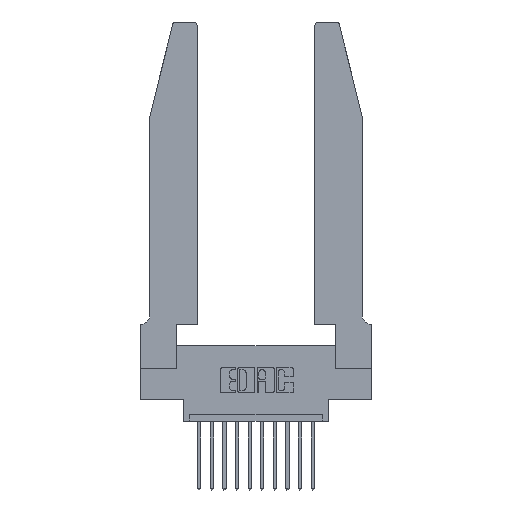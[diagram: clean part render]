
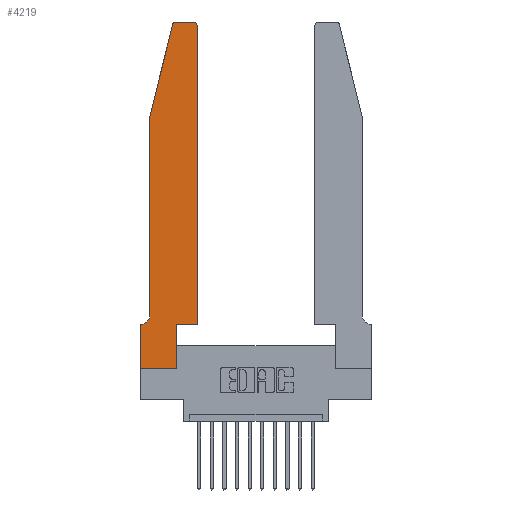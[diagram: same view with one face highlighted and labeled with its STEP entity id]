
A CAD part, top view. The second image highlights one B-rep face of the part: STEP entity #4219.
In plain terms, the highlighted planar face has unit normal (0, 0, 1).
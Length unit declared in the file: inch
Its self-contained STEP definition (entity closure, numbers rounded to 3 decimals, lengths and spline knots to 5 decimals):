
#99 = LINE ( 'NONE', #13443, #8589 ) ;
#117 = EDGE_CURVE ( 'NONE', #8141, #7906, #10299, .T. ) ;
#149 = VERTEX_POINT ( 'NONE', #1829 ) ;
#256 = CARTESIAN_POINT ( 'NONE',  ( 0.0755, 2., 0.37 ) ) ;
#587 = CARTESIAN_POINT ( 'NONE',  ( 0.4505, 2.72, 0.37 ) ) ;
#693 = AXIS2_PLACEMENT_3D ( 'NONE', #15156, #12667, #13979 ) ;
#958 = CIRCLE ( 'NONE', #693, 0.07 ) ;
#1008 = VECTOR ( 'NONE', #6944, 39.37008 ) ;
#1095 = ORIENTED_EDGE ( 'NONE', *, *, #13898, .T. ) ;
#1101 = EDGE_CURVE ( 'NONE', #14939, #9623, #4417, .T. ) ;
#1129 = EDGE_CURVE ( 'NONE', #8367, #14939, #9036, .T. ) ;
#1445 = DIRECTION ( 'NONE',  ( 0., -1., 0. ) ) ;
#1626 = EDGE_LOOP ( 'NONE', ( #14820, #15100, #14044, #5673, #1095, #4541, #14429, #8663, #5771, #8133, #14025, #10314 ) ) ;
#1788 = EDGE_CURVE ( 'NONE', #15220, #12846, #15919, .T. ) ;
#1829 = CARTESIAN_POINT ( 'NONE',  ( 0.0055, 0.35, 0.37 ) ) ;
#2056 = DIRECTION ( 'NONE',  ( 1., 0., 0. ) ) ;
#2265 = CARTESIAN_POINT ( 'NONE',  ( 0.284, 2.72, 0.37 ) ) ;
#2357 = VECTOR ( 'NONE', #15632, 39.37008 ) ;
#2536 = AXIS2_PLACEMENT_3D ( 'NONE', #12510, #4772, #10008 ) ;
#3457 = PLANE ( 'NONE',  #2536 ) ;
#3772 = LINE ( 'NONE', #9747, #13710 ) ;
#3851 = CARTESIAN_POINT ( 'NONE',  ( 0.4205, 2.75, 0.37 ) ) ;
#4169 = VECTOR ( 'NONE', #10129, 39.37008 ) ;
#4219 = ADVANCED_FACE ( 'NONE', ( #7728 ), #3457, .T. ) ;
#4417 = LINE ( 'NONE', #15048, #6207 ) ;
#4541 = ORIENTED_EDGE ( 'NONE', *, *, #6926, .T. ) ;
#4772 = DIRECTION ( 'NONE',  ( 0., 0., 1. ) ) ;
#5460 = DIRECTION ( 'NONE',  ( 1., 0., 0. ) ) ;
#5536 = CARTESIAN_POINT ( 'NONE',  ( 0., 0.35, 0.37 ) ) ;
#5673 = ORIENTED_EDGE ( 'NONE', *, *, #12956, .T. ) ;
#5771 = ORIENTED_EDGE ( 'NONE', *, *, #14206, .T. ) ;
#5791 = LINE ( 'NONE', #6572, #2357 ) ;
#5996 = CARTESIAN_POINT ( 'NONE',  ( 0.25487, 2.72718, 0.37 ) ) ;
#6207 = VECTOR ( 'NONE', #8575, 39.37008 ) ;
#6450 = CARTESIAN_POINT ( 'NONE',  ( 0.284, 2.75, 0.37 ) ) ;
#6572 = CARTESIAN_POINT ( 'NONE',  ( 0.0755, 2., 0.37 ) ) ;
#6926 = EDGE_CURVE ( 'NONE', #149, #10726, #7187, .T. ) ;
#6944 = DIRECTION ( 'NONE',  ( 1., 0., 0. ) ) ;
#7069 = CARTESIAN_POINT ( 'NONE',  ( 0.0755, 0.42, 0.37 ) ) ;
#7187 = LINE ( 'NONE', #15116, #4169 ) ;
#7382 = VECTOR ( 'NONE', #10685, 39.37008 ) ;
#7728 = FACE_OUTER_BOUND ( 'NONE', #1626, .T. ) ;
#7734 = LINE ( 'NONE', #15315, #15644 ) ;
#7906 = VERTEX_POINT ( 'NONE', #11868 ) ;
#8133 = ORIENTED_EDGE ( 'NONE', *, *, #1788, .T. ) ;
#8141 = VERTEX_POINT ( 'NONE', #10078 ) ;
#8212 = DIRECTION ( 'NONE',  ( 0., 1., 0. ) ) ;
#8367 = VERTEX_POINT ( 'NONE', #587 ) ;
#8389 = VERTEX_POINT ( 'NONE', #14001 ) ;
#8575 = DIRECTION ( 'NONE',  ( -1., 0., 0. ) ) ;
#8589 = VECTOR ( 'NONE', #8212, 39.37008 ) ;
#8663 = ORIENTED_EDGE ( 'NONE', *, *, #117, .T. ) ;
#8920 = EDGE_CURVE ( 'NONE', #12846, #8367, #7734, .T. ) ;
#9036 = CIRCLE ( 'NONE', #14523, 0.03 ) ;
#9536 = CIRCLE ( 'NONE', #10429, 0.03 ) ;
#9623 = VERTEX_POINT ( 'NONE', #6450 ) ;
#9747 = CARTESIAN_POINT ( 'NONE',  ( 0., 0., 0.37 ) ) ;
#9772 = DIRECTION ( 'NONE',  ( 0., 0., 1. ) ) ;
#10008 = DIRECTION ( 'NONE',  ( 1., 0., 0. ) ) ;
#10078 = CARTESIAN_POINT ( 'NONE',  ( 0., 0., 0.37 ) ) ;
#10129 = DIRECTION ( 'NONE',  ( -1., 0., 0. ) ) ;
#10299 = LINE ( 'NONE', #15560, #1008 ) ;
#10314 = ORIENTED_EDGE ( 'NONE', *, *, #1129, .T. ) ;
#10429 = AXIS2_PLACEMENT_3D ( 'NONE', #2265, #9772, #2056 ) ;
#10685 = DIRECTION ( 'NONE',  ( 1., 0., 0. ) ) ;
#10726 = VERTEX_POINT ( 'NONE', #5536 ) ;
#10942 = DIRECTION ( 'NONE',  ( 0., -1., 0. ) ) ;
#10944 = CARTESIAN_POINT ( 'NONE',  ( 0.4505, 0.35, 0.37 ) ) ;
#11256 = LINE ( 'NONE', #256, #14281 ) ;
#11868 = CARTESIAN_POINT ( 'NONE',  ( 0.2865, 0., 0.37 ) ) ;
#12059 = VERTEX_POINT ( 'NONE', #5996 ) ;
#12493 = EDGE_CURVE ( 'NONE', #10726, #8141, #3772, .T. ) ;
#12510 = CARTESIAN_POINT ( 'NONE',  ( 0., 0.35, 0.37 ) ) ;
#12667 = DIRECTION ( 'NONE',  ( 0., 0., -1. ) ) ;
#12704 = CARTESIAN_POINT ( 'NONE',  ( 0.4505, 0.35, 0.37 ) ) ;
#12846 = VERTEX_POINT ( 'NONE', #12704 ) ;
#12956 = EDGE_CURVE ( 'NONE', #8389, #13176, #11256, .T. ) ;
#13056 = EDGE_CURVE ( 'NONE', #12059, #8389, #5791, .T. ) ;
#13176 = VERTEX_POINT ( 'NONE', #7069 ) ;
#13220 = CARTESIAN_POINT ( 'NONE',  ( 0.4205, 2.72, 0.37 ) ) ;
#13443 = CARTESIAN_POINT ( 'NONE',  ( 0.2865, 0.35, 0.37 ) ) ;
#13710 = VECTOR ( 'NONE', #10942, 39.37008 ) ;
#13898 = EDGE_CURVE ( 'NONE', #13176, #149, #958, .T. ) ;
#13979 = DIRECTION ( 'NONE',  ( -1., 0., 0. ) ) ;
#14001 = CARTESIAN_POINT ( 'NONE',  ( 0.0755, 2., 0.37 ) ) ;
#14025 = ORIENTED_EDGE ( 'NONE', *, *, #8920, .T. ) ;
#14044 = ORIENTED_EDGE ( 'NONE', *, *, #13056, .T. ) ;
#14206 = EDGE_CURVE ( 'NONE', #7906, #15220, #99, .T. ) ;
#14281 = VECTOR ( 'NONE', #1445, 39.37008 ) ;
#14429 = ORIENTED_EDGE ( 'NONE', *, *, #12493, .T. ) ;
#14523 = AXIS2_PLACEMENT_3D ( 'NONE', #13220, #15819, #5460 ) ;
#14820 = ORIENTED_EDGE ( 'NONE', *, *, #1101, .T. ) ;
#14939 = VERTEX_POINT ( 'NONE', #3851 ) ;
#15048 = CARTESIAN_POINT ( 'NONE',  ( 0.2605, 2.75, 0.37 ) ) ;
#15100 = ORIENTED_EDGE ( 'NONE', *, *, #15498, .T. ) ;
#15116 = CARTESIAN_POINT ( 'NONE',  ( 0.0755, 0.35, 0.37 ) ) ;
#15156 = CARTESIAN_POINT ( 'NONE',  ( 0.0055, 0.42, 0.37 ) ) ;
#15220 = VERTEX_POINT ( 'NONE', #15849 ) ;
#15315 = CARTESIAN_POINT ( 'NONE',  ( 0.4505, 0.35, 0.37 ) ) ;
#15370 = DIRECTION ( 'NONE',  ( 0., 1., 0. ) ) ;
#15498 = EDGE_CURVE ( 'NONE', #9623, #12059, #9536, .T. ) ;
#15560 = CARTESIAN_POINT ( 'NONE',  ( 0., 0., 0.37 ) ) ;
#15632 = DIRECTION ( 'NONE',  ( -0.239, -0.971, 0. ) ) ;
#15644 = VECTOR ( 'NONE', #15370, 39.37008 ) ;
#15819 = DIRECTION ( 'NONE',  ( 0., 0., 1. ) ) ;
#15849 = CARTESIAN_POINT ( 'NONE',  ( 0.2865, 0.35, 0.37 ) ) ;
#15919 = LINE ( 'NONE', #10944, #7382 ) ;
